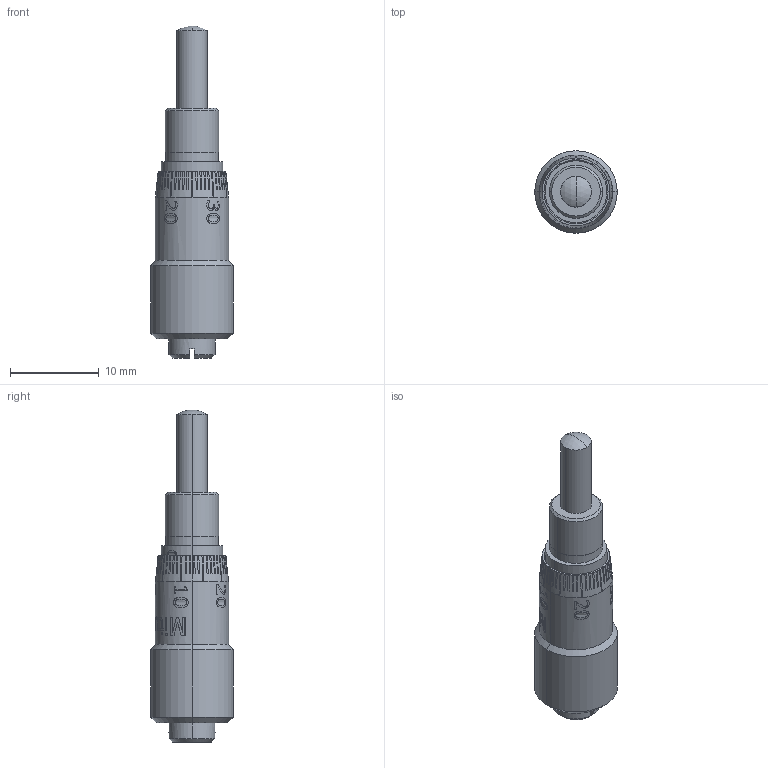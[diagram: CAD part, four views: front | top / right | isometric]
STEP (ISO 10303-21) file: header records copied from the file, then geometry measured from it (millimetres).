
FILE_DESCRIPTION (( 'STEP AP214' ), '1' );
FILE_NAME ('13429-E0W.STEP', '2013-09-10T18:33:32', ( 'Admin' ), ( '' ), 'SwSTEP 2.0', 'SolidWorks 2012', '' );
FILE_SCHEMA (( 'AUTOMOTIVE_DESIGN' ));
Length unit declared in the file: inch
Products named in the file (1): 13429-E0W
Bounding box: 9.3 x 9.3 x 37.47 mm (x, y, z)
Volume: 1666.9 mm3; surface area: 1724.7 mm2
Topology: 2 solids, 2 shells, 243 faces, 814 edges, 674 vertices
Faces by surface type: cylinder 67, cone 67, plane 67, bspline 40, sphere 2
Entity records: 17439 total; most frequent: CARTESIAN_POINT 7608, ORIENTED_EDGE 1628, DIRECTION 942, EDGE_CURVE 814, VERTEX_POINT 674, B_SPLINE_CURVE_WITH_KNOTS 451, AXIS2_PLACEMENT_3D 375, EDGE_LOOP 344
